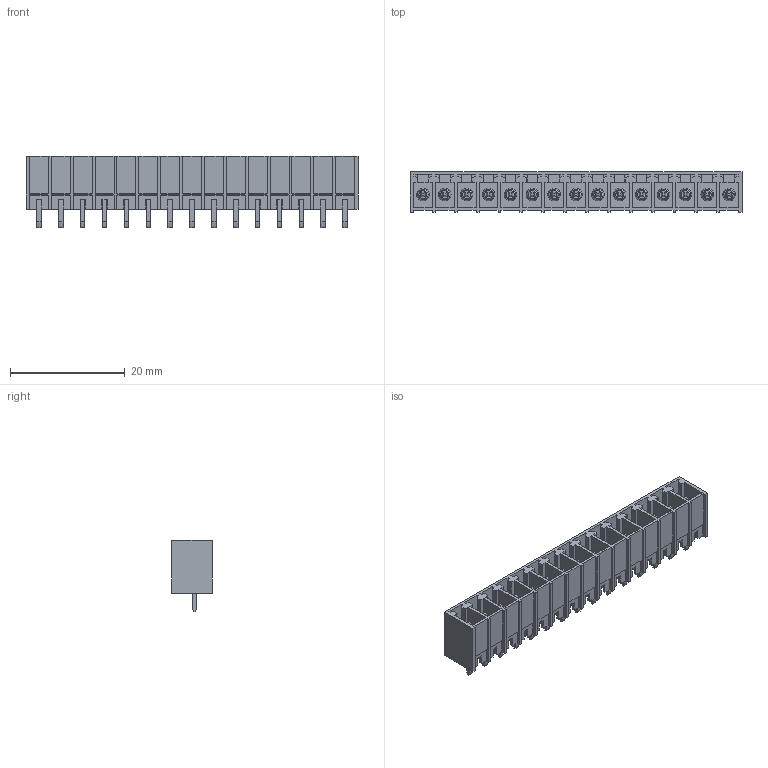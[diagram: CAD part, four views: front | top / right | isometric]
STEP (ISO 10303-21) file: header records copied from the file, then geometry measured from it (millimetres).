
FILE_DESCRIPTION(('CATIA V5 STEP Exchange','CAx-IF Rec.Pracs.--- Model Styling and Organization---1.2---2011-12-15'),'2;1');
FILE_NAME ('D1457701_0_1863400000_1863400000.stp','2018-10-13T04:04:36+00:00',('none'),('Weidmueller'),'CATIA Version 5-6 Release 2014','CATIA V5 STEP AP214','none');
FILE_SCHEMA(('AUTOMOTIVE_DESIGN { 1 0 10303 214 1 1 1 1 }'));
Length unit declared in the file: millimetre
Products named in the file (1): 1863400000
Bounding box: 57.84 x 7.07 x 12.4 mm (x, y, z)
Volume: 1433.8 mm3; surface area: 5415.3 mm2
Topology: 16 solids, 16 shells, 1009 faces, 2882 edges, 1950 vertices
Faces by surface type: plane 801, cylinder 148, torus 30, cone 30
Entity records: 30068 total; most frequent: ORIENTED_EDGE 5764, CARTESIAN_POINT 5596, DIRECTION 3868, EDGE_CURVE 2882, VECTOR 2466, LINE 2466, VERTEX_POINT 1950, EDGE_LOOP 1084
